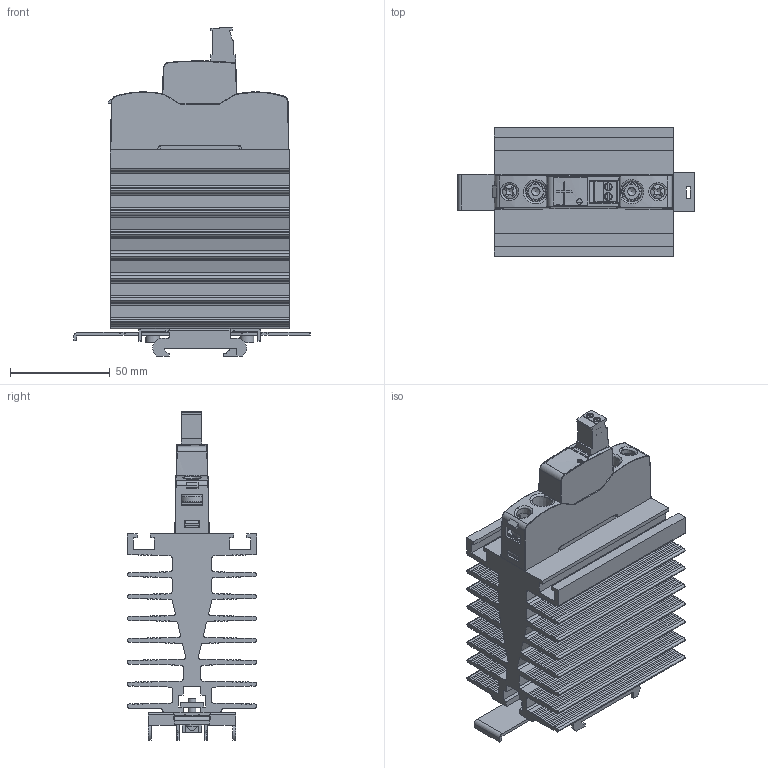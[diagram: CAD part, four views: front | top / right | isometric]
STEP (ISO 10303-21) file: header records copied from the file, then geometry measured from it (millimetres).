
FILE_DESCRIPTION(/* description */ (''),/* implementation_level */ '2;1');
FILE_NAME(/* name */ '3d_HS1C...060...bloccato.stp',/* time_stamp */ '2024-04-19T09:01:50+02:00',/* author */ ('FUMAGALLI'),/* organization */ (''),/* preprocessor_version */ 'ST-DEVELOPER v16.1',/* originating_system */ 'Autodesk Inventor 2016',/* authorisation */ '');
FILE_SCHEMA (('AUTOMOTIVE_DESIGN { 1 0 10303 214 3 1 1 }'));
Products named in the file (1): Part211
Bounding box: 119 x 65 x 165.17 mm (x, y, z)
Volume: 253154.5 mm3; surface area: 146717.3 mm2
Topology: 1 solids, 5 shells, 2140 faces, 6300 edges, 4151 vertices
Faces by surface type: plane 1284, cylinder 702, cone 75, torus 53, bspline 18, sphere 8
Full cylindrical faces by diameter (mm): 2.1 x2, 2.5 x2, 2.6 x2, 3 x2, 3.8 x1, 3.9 x3, 4 x4, 4.134 x2, 4.4 x1, 4.917 x2, 5 x5, 6 x2, 6.2 x2, 7 x2, 8.5 x2, 12 x2
Entity records: 85542 total; most frequent: CARTESIAN_POINT 25929, ORIENTED_EDGE 12384, DIRECTION 11729, EDGE_CURVE 6192, LINE 4219, VECTOR 4219, VERTEX_POINT 4120, AXIS2_PLACEMENT_3D 3755
